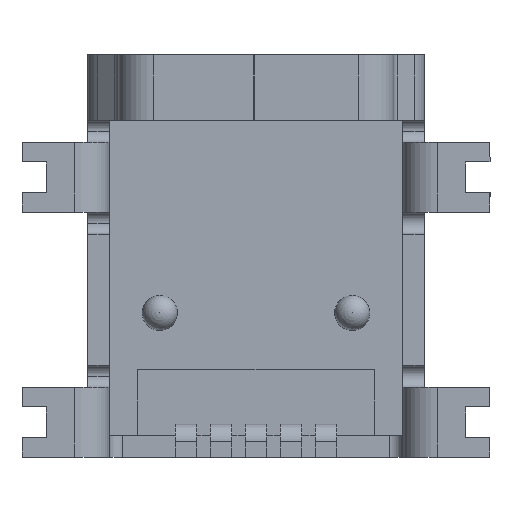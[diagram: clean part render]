
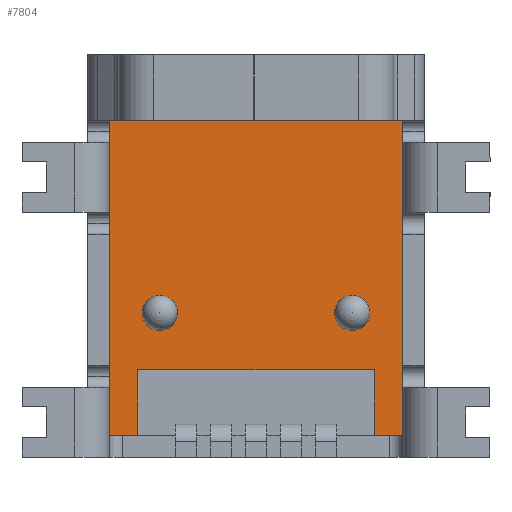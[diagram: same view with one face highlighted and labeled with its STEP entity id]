
A CAD part, front view. The second image highlights one B-rep face of the part: STEP entity #7804.
In plain terms, the highlighted planar face has unit normal (0, -1, 0).
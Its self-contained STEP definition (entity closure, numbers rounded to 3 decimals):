
#73 = DIRECTION ( 'NONE',  ( 0., 0., 1. ) ) ;
#74 = DIRECTION ( 'NONE',  ( 0., 1., 0. ) ) ;
#75 = CARTESIAN_POINT ( 'NONE',  ( -3.34, 0., 0.2 ) ) ;
#76 = AXIS2_PLACEMENT_3D ( 'NONE', #75, #74, #73 ) ;
#77 = PLANE ( 'NONE',  #76 ) ;
#94 = FACE_BOUND ( 'NONE', #7841, .T. ) ;
#95 = FACE_OUTER_BOUND ( 'NONE', #7795, .T. ) ;
#96 = FACE_BOUND ( 'NONE', #7803, .T. ) ;
#97 = DIRECTION ( 'NONE',  ( 1., 0., 0. ) ) ;
#98 = VECTOR ( 'NONE', #97, 1000. ) ;
#99 = CARTESIAN_POINT ( 'NONE',  ( -3.34, 0., 4.39 ) ) ;
#100 = LINE ( 'NONE', #99, #98 ) ;
#110 = DIRECTION ( 'NONE',  ( 0., 0., -1. ) ) ;
#111 = VECTOR ( 'NONE', #110, 1000. ) ;
#112 = CARTESIAN_POINT ( 'NONE',  ( 3.34, 0., 0.2 ) ) ;
#113 = LINE ( 'NONE', #112, #111 ) ;
#114 = CARTESIAN_POINT ( 'NONE',  ( -2.2, 0., 0.4 ) ) ;
#115 = DIRECTION ( 'NONE',  ( 0., 0., 1. ) ) ;
#116 = DIRECTION ( 'NONE',  ( 0., -1., 0. ) ) ;
#117 = CARTESIAN_POINT ( 'NONE',  ( -2.2, 0., 0. ) ) ;
#118 = AXIS2_PLACEMENT_3D ( 'NONE', #117, #116, #115 ) ;
#119 = CIRCLE ( 'NONE', #118, 0.4 ) ;
#161 = DIRECTION ( 'NONE',  ( 0., 0., -1. ) ) ;
#162 = VECTOR ( 'NONE', #161, 1000. ) ;
#163 = CARTESIAN_POINT ( 'NONE',  ( -3.34, 0., 0.2 ) ) ;
#164 = LINE ( 'NONE', #163, #162 ) ;
#171 = CARTESIAN_POINT ( 'NONE',  ( -3.34, 0., 4.39 ) ) ;
#204 = CARTESIAN_POINT ( 'NONE',  ( -2.2, 0., -0.4 ) ) ;
#212 = CARTESIAN_POINT ( 'NONE',  ( 2.2, 0., 0.4 ) ) ;
#213 = DIRECTION ( 'NONE',  ( 0., 0., 1. ) ) ;
#214 = DIRECTION ( 'NONE',  ( 0., -1., 0. ) ) ;
#215 = CARTESIAN_POINT ( 'NONE',  ( 2.2, 0., 0. ) ) ;
#216 = AXIS2_PLACEMENT_3D ( 'NONE', #215, #214, #213 ) ;
#217 = CIRCLE ( 'NONE', #216, 0.4 ) ;
#250 = CARTESIAN_POINT ( 'NONE',  ( 2.2, 0., -0.4 ) ) ;
#7764 = ORIENTED_EDGE ( 'NONE', *, *, #7819, .F. ) ;
#7768 = ORIENTED_EDGE ( 'NONE', *, *, #7854, .F. ) ;
#7778 = EDGE_CURVE ( 'NONE', #7855, #7890, #12374, .T. ) ;
#7779 = VERTEX_POINT ( 'NONE', #12369 ) ;
#7782 = ORIENTED_EDGE ( 'NONE', *, *, #7783, .T. ) ;
#7783 = EDGE_CURVE ( 'NONE', #7800, #7784, #12364, .T. ) ;
#7784 = VERTEX_POINT ( 'NONE', #12418 ) ;
#7785 = VERTEX_POINT ( 'NONE', #12417 ) ;
#7786 = ORIENTED_EDGE ( 'NONE', *, *, #7787, .F. ) ;
#7787 = EDGE_CURVE ( 'NONE', #7788, #7785, #12416, .T. ) ;
#7788 = VERTEX_POINT ( 'NONE', #12412 ) ;
#7789 = ORIENTED_EDGE ( 'NONE', *, *, #7796, .F. ) ;
#7790 = ORIENTED_EDGE ( 'NONE', *, *, #7815, .F. ) ;
#7791 = ORIENTED_EDGE ( 'NONE', *, *, #7792, .T. ) ;
#7792 = EDGE_CURVE ( 'NONE', #7793, #7785, #12411, .T. ) ;
#7793 = VERTEX_POINT ( 'NONE', #12407 ) ;
#7794 = EDGE_CURVE ( 'NONE', #7816, #7861, #12406, .T. ) ;
#7795 = EDGE_LOOP ( 'NONE', ( #7791, #7786, #7789, #7798, #7782, #7764, #7831, #7846 ) ) ;
#7796 = EDGE_CURVE ( 'NONE', #7797, #7788, #12401, .T. ) ;
#7797 = VERTEX_POINT ( 'NONE', #12397 ) ;
#7798 = ORIENTED_EDGE ( 'NONE', *, *, #7799, .F. ) ;
#7799 = EDGE_CURVE ( 'NONE', #7800, #7797, #12396, .T. ) ;
#7800 = VERTEX_POINT ( 'NONE', #12392 ) ;
#7801 = ORIENTED_EDGE ( 'NONE', *, *, #7794, .F. ) ;
#7803 = EDGE_LOOP ( 'NONE', ( #7801, #7790 ) ) ;
#7804 = ADVANCED_FACE ( 'NONE', ( #96, #95, #94 ), #77, .F. ) ;
#7815 = EDGE_CURVE ( 'NONE', #7861, #7816, #119, .T. ) ;
#7816 = VERTEX_POINT ( 'NONE', #114 ) ;
#7819 = EDGE_CURVE ( 'NONE', #7779, #7784, #113, .T. ) ;
#7824 = EDGE_CURVE ( 'NONE', #7840, #7779, #100, .T. ) ;
#7831 = ORIENTED_EDGE ( 'NONE', *, *, #7824, .F. ) ;
#7840 = VERTEX_POINT ( 'NONE', #171 ) ;
#7841 = EDGE_LOOP ( 'NONE', ( #7845, #7768 ) ) ;
#7845 = ORIENTED_EDGE ( 'NONE', *, *, #7778, .F. ) ;
#7846 = ORIENTED_EDGE ( 'NONE', *, *, #7848, .T. ) ;
#7848 = EDGE_CURVE ( 'NONE', #7840, #7793, #164, .T. ) ;
#7854 = EDGE_CURVE ( 'NONE', #7890, #7855, #217, .T. ) ;
#7855 = VERTEX_POINT ( 'NONE', #212 ) ;
#7861 = VERTEX_POINT ( 'NONE', #204 ) ;
#7890 = VERTEX_POINT ( 'NONE', #250 ) ;
#12361 = DIRECTION ( 'NONE',  ( 1., 0., 0. ) ) ;
#12362 = VECTOR ( 'NONE', #12361, 1000. ) ;
#12363 = CARTESIAN_POINT ( 'NONE',  ( -3.34, 0., -2.8 ) ) ;
#12364 = LINE ( 'NONE', #12363, #12362 ) ;
#12369 = CARTESIAN_POINT ( 'NONE',  ( 3.34, 0., 4.39 ) ) ;
#12370 = DIRECTION ( 'NONE',  ( 0., 0., 1. ) ) ;
#12371 = DIRECTION ( 'NONE',  ( 0., -1., 0. ) ) ;
#12372 = CARTESIAN_POINT ( 'NONE',  ( 2.2, 0., 0. ) ) ;
#12373 = AXIS2_PLACEMENT_3D ( 'NONE', #12372, #12371, #12370 ) ;
#12374 = CIRCLE ( 'NONE', #12373, 0.4 ) ;
#12392 = CARTESIAN_POINT ( 'NONE',  ( 2.7, 0., -2.8 ) ) ;
#12393 = DIRECTION ( 'NONE',  ( 0., 0., 1. ) ) ;
#12394 = VECTOR ( 'NONE', #12393, 1000. ) ;
#12395 = CARTESIAN_POINT ( 'NONE',  ( 2.7, 0., -2.8 ) ) ;
#12396 = LINE ( 'NONE', #12395, #12394 ) ;
#12397 = CARTESIAN_POINT ( 'NONE',  ( 2.7, 0., -1.3 ) ) ;
#12398 = DIRECTION ( 'NONE',  ( -1., 0., 0. ) ) ;
#12399 = VECTOR ( 'NONE', #12398, 1000. ) ;
#12400 = CARTESIAN_POINT ( 'NONE',  ( -2.7, 0., -1.3 ) ) ;
#12401 = LINE ( 'NONE', #12400, #12399 ) ;
#12402 = DIRECTION ( 'NONE',  ( 0., 0., 1. ) ) ;
#12403 = DIRECTION ( 'NONE',  ( 0., -1., 0. ) ) ;
#12404 = CARTESIAN_POINT ( 'NONE',  ( -2.2, 0., 0. ) ) ;
#12405 = AXIS2_PLACEMENT_3D ( 'NONE', #12404, #12403, #12402 ) ;
#12406 = CIRCLE ( 'NONE', #12405, 0.4 ) ;
#12407 = CARTESIAN_POINT ( 'NONE',  ( -3.34, 0., -2.8 ) ) ;
#12408 = DIRECTION ( 'NONE',  ( 1., 0., 0. ) ) ;
#12409 = VECTOR ( 'NONE', #12408, 1000. ) ;
#12410 = CARTESIAN_POINT ( 'NONE',  ( -3.34, 0., -2.8 ) ) ;
#12411 = LINE ( 'NONE', #12410, #12409 ) ;
#12412 = CARTESIAN_POINT ( 'NONE',  ( -2.7, 0., -1.3 ) ) ;
#12413 = DIRECTION ( 'NONE',  ( 0., 0., -1. ) ) ;
#12414 = VECTOR ( 'NONE', #12413, 1000. ) ;
#12415 = CARTESIAN_POINT ( 'NONE',  ( -2.7, 0., -2.8 ) ) ;
#12416 = LINE ( 'NONE', #12415, #12414 ) ;
#12417 = CARTESIAN_POINT ( 'NONE',  ( -2.7, 0., -2.8 ) ) ;
#12418 = CARTESIAN_POINT ( 'NONE',  ( 3.34, 0., -2.8 ) ) ;
